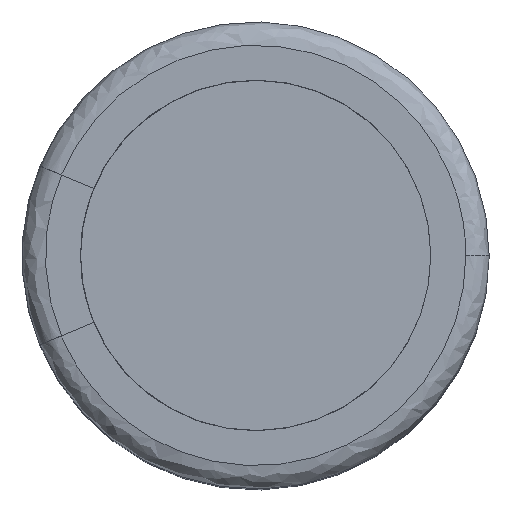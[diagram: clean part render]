
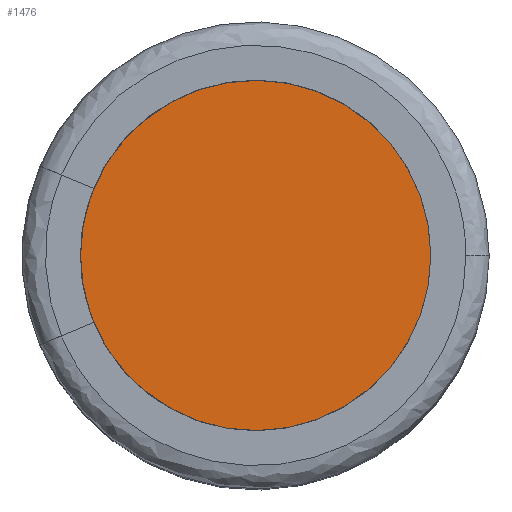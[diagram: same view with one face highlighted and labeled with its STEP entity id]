
A CAD part, top view. The second image highlights one B-rep face of the part: STEP entity #1476.
In plain terms, the highlighted planar face has unit normal (0, 0, 1).
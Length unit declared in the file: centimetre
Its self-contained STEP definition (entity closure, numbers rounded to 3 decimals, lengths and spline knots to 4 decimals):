
#19 = DIRECTION ( 'NONE',  ( 0., 0., 1. ) ) ;
#144 = AXIS2_PLACEMENT_3D ( 'NONE', #2041, #2062, #768 ) ;
#168 = EDGE_CURVE ( 'NONE', #1846, #1839, #1341, .T. ) ;
#341 = AXIS2_PLACEMENT_3D ( 'NONE', #1796, #19, #1013 ) ;
#383 = PLANE ( 'NONE',  #341 ) ;
#428 = CARTESIAN_POINT ( 'NONE',  ( 0.675, 0., 2.49 ) ) ;
#490 = FACE_OUTER_BOUND ( 'NONE', #978, .T. ) ;
#707 = CARTESIAN_POINT ( 'NONE',  ( -0.675, 0., 2.49 ) ) ;
#768 = DIRECTION ( 'NONE',  ( 1., 0., 0. ) ) ;
#792 = CARTESIAN_POINT ( 'NONE',  ( 0., 0., 2.49 ) ) ;
#978 = EDGE_LOOP ( 'NONE', ( #1040, #1823 ) ) ;
#993 = CIRCLE ( 'NONE', #144, 0.675 ) ;
#1013 = DIRECTION ( 'NONE',  ( 1., 0., 0. ) ) ;
#1040 = ORIENTED_EDGE ( 'NONE', *, *, #168, .T. ) ;
#1341 = CIRCLE ( 'NONE', #1849, 0.675 ) ;
#1429 = DIRECTION ( 'NONE',  ( 0., 0., 1. ) ) ;
#1476 = ADVANCED_FACE ( 'NONE', ( #490 ), #383, .T. ) ;
#1796 = CARTESIAN_POINT ( 'NONE',  ( 0., 0., 2.49 ) ) ;
#1823 = ORIENTED_EDGE ( 'NONE', *, *, #1897, .T. ) ;
#1839 = VERTEX_POINT ( 'NONE', #707 ) ;
#1846 = VERTEX_POINT ( 'NONE', #428 ) ;
#1849 = AXIS2_PLACEMENT_3D ( 'NONE', #792, #1429, #1920 ) ;
#1897 = EDGE_CURVE ( 'NONE', #1839, #1846, #993, .T. ) ;
#1920 = DIRECTION ( 'NONE',  ( 1., 0., 0. ) ) ;
#2041 = CARTESIAN_POINT ( 'NONE',  ( 0., 0., 2.49 ) ) ;
#2062 = DIRECTION ( 'NONE',  ( 0., 0., 1. ) ) ;
